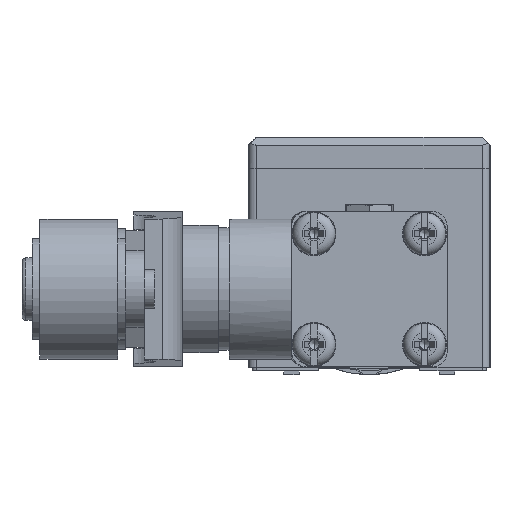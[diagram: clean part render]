
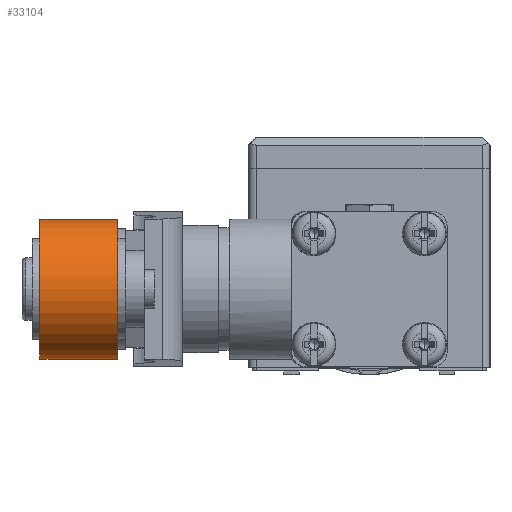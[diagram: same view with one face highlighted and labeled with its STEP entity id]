
A CAD part, left-side view. The second image highlights one B-rep face of the part: STEP entity #33104.
In plain terms, the highlighted cylindrical face has radius 9 mm (diameter 18 mm), a partial arc.
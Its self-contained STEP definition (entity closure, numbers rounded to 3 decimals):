
#1152 = CARTESIAN_POINT ( 'NONE',  ( 42.3, 64.241, 9. ) ) ;
#1167 = CARTESIAN_POINT ( 'NONE',  ( 42.3, 64.241, -9. ) ) ;
#1170 = CARTESIAN_POINT ( 'NONE',  ( 32.3, 64.241, 9. ) ) ;
#1171 = CARTESIAN_POINT ( 'NONE',  ( 32.3, 64.241, -9. ) ) ;
#18872 = FACE_OUTER_BOUND ( 'NONE', #39240, .T. ) ;
#18877 = CYLINDRICAL_SURFACE ( 'NONE', #20926, 9. ) ;
#20926 = AXIS2_PLACEMENT_3D ( 'NONE', #28644, #28642, #28640 ) ;
#21431 = AXIS2_PLACEMENT_3D ( 'NONE', #47440, #47442, #47444 ) ;
#21432 = AXIS2_PLACEMENT_3D ( 'NONE', #47451, #47453, #47455 ) ;
#28640 = DIRECTION ( 'NONE',  ( 0., 0., 1. ) ) ;
#28642 = DIRECTION ( 'NONE',  ( -1., 0., 0. ) ) ;
#28644 = CARTESIAN_POINT ( 'NONE',  ( 26.676, 64.241, 0. ) ) ;
#33104 = ADVANCED_FACE ( 'NONE', ( #18872 ), #18877, .T. ) ;
#36701 = EDGE_CURVE ( 'NONE', #44922, #44938, #42522, .T. ) ;
#36702 = EDGE_CURVE ( 'NONE', #44938, #44942, #42526, .T. ) ;
#36703 = EDGE_CURVE ( 'NONE', #44941, #44942, #42529, .T. ) ;
#36704 = EDGE_CURVE ( 'NONE', #44922, #44941, #42528, .T. ) ;
#39240 = EDGE_LOOP ( 'NONE', ( #43508, #43509, #43510, #43511 ) ) ;
#42522 = CIRCLE ( 'NONE', #21431, 9. ) ;
#42526 = LINE ( 'NONE', #47439, #42530 ) ;
#42528 = LINE ( 'NONE', #47449, #42533 ) ;
#42529 = CIRCLE ( 'NONE', #21432, 9. ) ;
#42530 = VECTOR ( 'NONE', #47433, 1000. ) ;
#42533 = VECTOR ( 'NONE', #47435, 1000. ) ;
#43508 = ORIENTED_EDGE ( 'NONE', *, *, #36701, .T. ) ;
#43509 = ORIENTED_EDGE ( 'NONE', *, *, #36702, .T. ) ;
#43510 = ORIENTED_EDGE ( 'NONE', *, *, #36703, .F. ) ;
#43511 = ORIENTED_EDGE ( 'NONE', *, *, #36704, .F. ) ;
#44922 = VERTEX_POINT ( 'NONE', #1152 ) ;
#44938 = VERTEX_POINT ( 'NONE', #1167 ) ;
#44941 = VERTEX_POINT ( 'NONE', #1170 ) ;
#44942 = VERTEX_POINT ( 'NONE', #1171 ) ;
#47433 = DIRECTION ( 'NONE',  ( -1., 0., 0. ) ) ;
#47435 = DIRECTION ( 'NONE',  ( -1., 0., 0. ) ) ;
#47439 = CARTESIAN_POINT ( 'NONE',  ( 26.676, 64.241, -9. ) ) ;
#47440 = CARTESIAN_POINT ( 'NONE',  ( 42.3, 64.241, 0. ) ) ;
#47442 = DIRECTION ( 'NONE',  ( -1., 0., 0. ) ) ;
#47444 = DIRECTION ( 'NONE',  ( 0., 0., 1. ) ) ;
#47449 = CARTESIAN_POINT ( 'NONE',  ( 26.676, 64.241, 9. ) ) ;
#47451 = CARTESIAN_POINT ( 'NONE',  ( 32.3, 64.241, 0. ) ) ;
#47453 = DIRECTION ( 'NONE',  ( -1., 0., 0. ) ) ;
#47455 = DIRECTION ( 'NONE',  ( 0., 0., 1. ) ) ;
